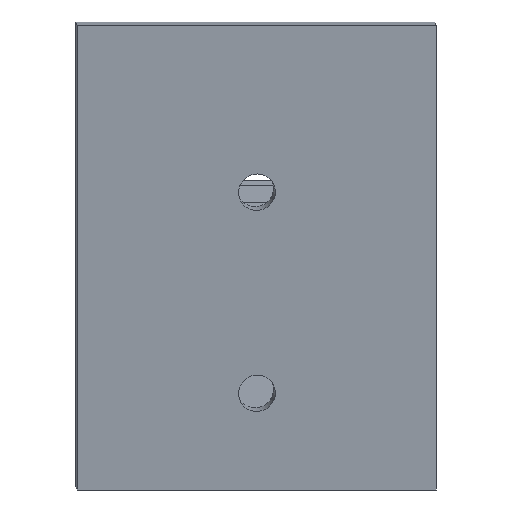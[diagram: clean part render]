
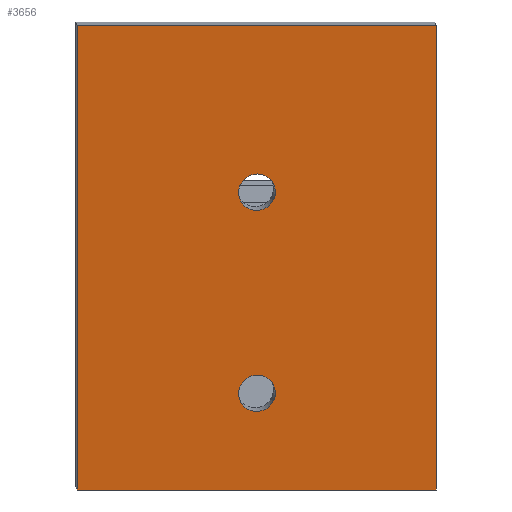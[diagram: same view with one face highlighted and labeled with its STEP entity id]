
A CAD part, left-side view. The second image highlights one B-rep face of the part: STEP entity #3656.
In plain terms, the highlighted planar face has unit normal (-0.981, -0.086, -0.174).
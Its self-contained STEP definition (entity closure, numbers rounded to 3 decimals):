
#104=FACE_BOUND('',#556,.T.);
#105=FACE_BOUND('',#557,.T.);
#167=CIRCLE('',#3936,1.75);
#168=CIRCLE('',#3938,1.75);
#333=FACE_OUTER_BOUND('',#555,.T.);
#555=EDGE_LOOP('',(#3172,#3173,#3174,#3175));
#556=EDGE_LOOP('',(#3176));
#557=EDGE_LOOP('',(#3177));
#960=LINE('',#5867,#1403);
#964=LINE('',#5874,#1407);
#969=LINE('',#5883,#1412);
#972=LINE('',#5887,#1415);
#1403=VECTOR('',#4787,10.);
#1407=VECTOR('',#4793,10.);
#1412=VECTOR('',#4800,10.);
#1415=VECTOR('',#4805,10.);
#1765=VERTEX_POINT('',#5854);
#1766=VERTEX_POINT('',#5858);
#1768=VERTEX_POINT('',#5864);
#1769=VERTEX_POINT('',#5866);
#1771=VERTEX_POINT('',#5873);
#1774=VERTEX_POINT('',#5882);
#2235=EDGE_CURVE('',#1765,#1765,#167,.T.);
#2237=EDGE_CURVE('',#1766,#1766,#168,.T.);
#2241=EDGE_CURVE('',#1769,#1768,#960,.T.);
#2245=EDGE_CURVE('',#1771,#1769,#964,.T.);
#2250=EDGE_CURVE('',#1774,#1771,#969,.T.);
#2253=EDGE_CURVE('',#1768,#1774,#972,.T.);
#3172=ORIENTED_EDGE('',*,*,#2253,.T.);
#3173=ORIENTED_EDGE('',*,*,#2250,.T.);
#3174=ORIENTED_EDGE('',*,*,#2245,.T.);
#3175=ORIENTED_EDGE('',*,*,#2241,.T.);
#3176=ORIENTED_EDGE('',*,*,#2235,.T.);
#3177=ORIENTED_EDGE('',*,*,#2237,.T.);
#3472=PLANE('',#3943);
#3656=ADVANCED_FACE('',(#333,#104,#105),#3472,.T.);
#3936=AXIS2_PLACEMENT_3D('',#5855,#4775,#4776);
#3938=AXIS2_PLACEMENT_3D('',#5859,#4780,#4781);
#3943=AXIS2_PLACEMENT_3D('',#5889,#4807,#4808);
#4775=DIRECTION('center_axis',(0.981,0.086,0.174));
#4776=DIRECTION('ref_axis',(0.087,-0.996,0.));
#4780=DIRECTION('center_axis',(0.981,0.086,0.174));
#4781=DIRECTION('ref_axis',(0.087,-0.996,0.));
#4787=DIRECTION('',(0.087,-0.996,0.));
#4793=DIRECTION('',(0.174,0.,-0.985));
#4800=DIRECTION('',(-0.087,0.996,0.));
#4805=DIRECTION('',(-0.174,0.,0.985));
#4807=DIRECTION('center_axis',(-0.981,-0.086,-0.174));
#4808=DIRECTION('ref_axis',(-0.174,0.,0.985));
#5854=CARTESIAN_POINT('',(-39.837,1.564,5.892));
#5855=CARTESIAN_POINT('Origin',(-39.685,-0.179,5.892));
#5858=CARTESIAN_POINT('',(-36.47,1.565,-13.134));
#5859=CARTESIAN_POINT('Origin',(-36.317,-0.178,-13.134));
#5864=CARTESIAN_POINT('',(-33.21,-17.166,-22.291));
#5866=CARTESIAN_POINT('',(-36.182,16.811,-22.291));
#5867=CARTESIAN_POINT('',(-36.182,16.811,-22.291));
#5873=CARTESIAN_POINT('',(-43.961,16.811,21.653));
#5874=CARTESIAN_POINT('',(-43.961,16.811,21.653));
#5882=CARTESIAN_POINT('',(-40.988,-17.172,21.653));
#5883=CARTESIAN_POINT('',(-40.988,-17.172,21.653));
#5887=CARTESIAN_POINT('',(-33.21,-17.166,-22.291));
#5889=CARTESIAN_POINT('Origin',(-38.585,-0.177,-0.319));
